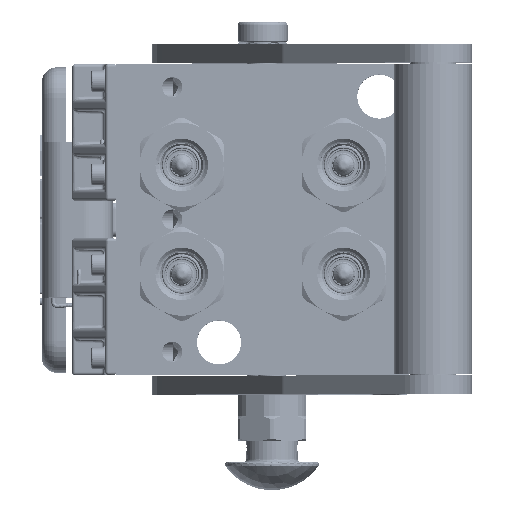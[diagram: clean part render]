
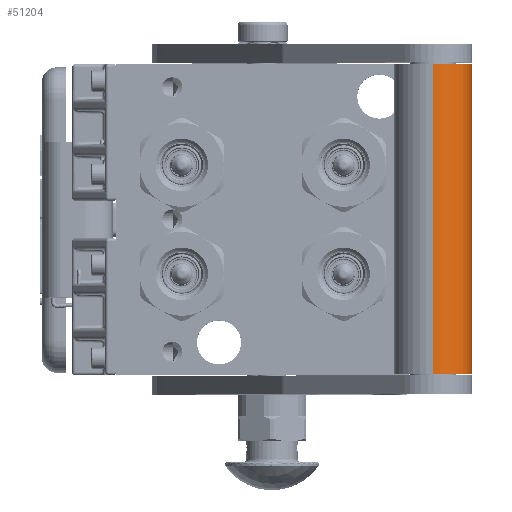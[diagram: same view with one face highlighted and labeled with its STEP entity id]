
A CAD part, top view. The second image highlights one B-rep face of the part: STEP entity #51204.
In plain terms, the highlighted cylindrical face has radius 12.5 mm (diameter 25 mm), a partial arc.
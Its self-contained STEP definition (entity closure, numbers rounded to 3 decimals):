
#9337 = AXIS2_PLACEMENT_3D ( 'NONE', #112939, #23175, #79207 ) ;
#11058 = LINE ( 'NONE', #48032, #131831 ) ;
#12940 = VERTEX_POINT ( 'NONE', #104748 ) ;
#15669 = ORIENTED_EDGE ( 'NONE', *, *, #67828, .T. ) ;
#19203 = ORIENTED_EDGE ( 'NONE', *, *, #74383, .F. ) ;
#20742 = DIRECTION ( 'NONE',  ( 1., 0., 0. ) ) ;
#23175 = DIRECTION ( 'NONE',  ( 1., 0., 0. ) ) ;
#23545 = EDGE_CURVE ( 'NONE', #12940, #61017, #128790, .T. ) ;
#31708 = DIRECTION ( 'NONE',  ( 0., 0., -1. ) ) ;
#37202 = CARTESIAN_POINT ( 'NONE',  ( 104., 0., -12.5 ) ) ;
#42067 = EDGE_LOOP ( 'NONE', ( #124188, #19203, #46442, #15669 ) ) ;
#42537 = VECTOR ( 'NONE', #127936, 1000. ) ;
#46442 = ORIENTED_EDGE ( 'NONE', *, *, #23545, .F. ) ;
#48032 = CARTESIAN_POINT ( 'NONE',  ( 104., 0., 12.5 ) ) ;
#51204 = ADVANCED_FACE ( 'NONE', ( #82582 ), #70167, .T. ) ;
#61017 = VERTEX_POINT ( 'NONE', #70180 ) ;
#66791 = CARTESIAN_POINT ( 'NONE',  ( 104., 0., 0. ) ) ;
#67828 = EDGE_CURVE ( 'NONE', #12940, #141973, #81556, .T. ) ;
#70167 = CYLINDRICAL_SURFACE ( 'NONE', #93632, 12.5 ) ;
#70180 = CARTESIAN_POINT ( 'NONE',  ( 104., 0., 12.5 ) ) ;
#74383 = EDGE_CURVE ( 'NONE', #61017, #84823, #11058, .T. ) ;
#74517 = CIRCLE ( 'NONE', #9337, 12.5 ) ;
#79207 = DIRECTION ( 'NONE',  ( 0., 0., -1. ) ) ;
#81556 = LINE ( 'NONE', #37202, #42537 ) ;
#82582 = FACE_OUTER_BOUND ( 'NONE', #42067, .T. ) ;
#84823 = VERTEX_POINT ( 'NONE', #141313 ) ;
#93229 = DIRECTION ( 'NONE',  ( -1., 0., 0. ) ) ;
#93632 = AXIS2_PLACEMENT_3D ( 'NONE', #142738, #144220, #108953 ) ;
#99972 = CARTESIAN_POINT ( 'NONE',  ( 4.5, 0., -12.5 ) ) ;
#103100 = AXIS2_PLACEMENT_3D ( 'NONE', #66791, #20742, #31708 ) ;
#104748 = CARTESIAN_POINT ( 'NONE',  ( 104., 0., -12.5 ) ) ;
#108953 = DIRECTION ( 'NONE',  ( 0., 0., 1. ) ) ;
#110479 = EDGE_CURVE ( 'NONE', #141973, #84823, #74517, .T. ) ;
#112939 = CARTESIAN_POINT ( 'NONE',  ( 4.5, 0., 0. ) ) ;
#124188 = ORIENTED_EDGE ( 'NONE', *, *, #110479, .T. ) ;
#127936 = DIRECTION ( 'NONE',  ( -1., 0., 0. ) ) ;
#128790 = CIRCLE ( 'NONE', #103100, 12.5 ) ;
#131831 = VECTOR ( 'NONE', #93229, 1000. ) ;
#141313 = CARTESIAN_POINT ( 'NONE',  ( 4.5, 0., 12.5 ) ) ;
#141973 = VERTEX_POINT ( 'NONE', #99972 ) ;
#142738 = CARTESIAN_POINT ( 'NONE',  ( -5.425, 0., 0. ) ) ;
#144220 = DIRECTION ( 'NONE',  ( -1., 0., 0. ) ) ;
